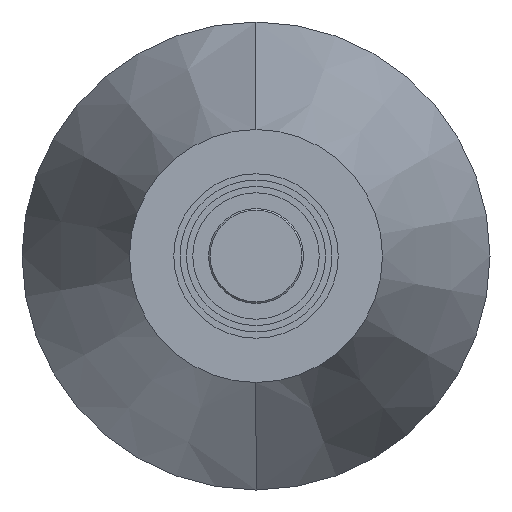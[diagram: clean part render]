
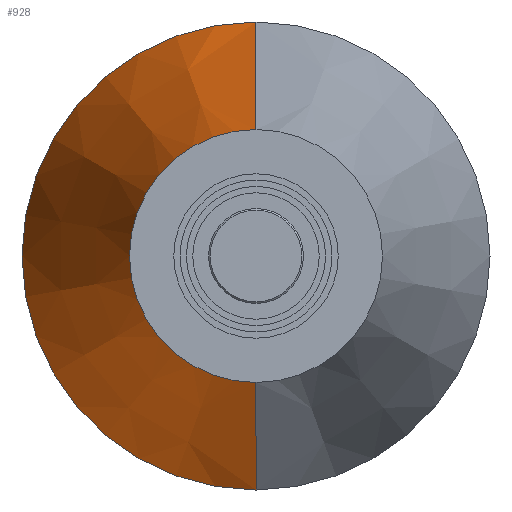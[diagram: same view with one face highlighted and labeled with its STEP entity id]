
A CAD part, left-side view. The second image highlights one B-rep face of the part: STEP entity #928.
In plain terms, the highlighted conical face has half-angle 16.851 degrees and reference radius 74 mm.
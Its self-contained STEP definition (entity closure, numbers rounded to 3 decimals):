
#29 = CONICAL_SURFACE ( 'NONE', #607, 74., 0.294 ) ;
#30 = CARTESIAN_POINT ( 'NONE',  ( 269.83, 0., 0. ) ) ;
#102 = DIRECTION ( 'NONE',  ( 1., 0., 0. ) ) ;
#138 = DIRECTION ( 'NONE',  ( -1., 0., 0. ) ) ;
#141 = ORIENTED_EDGE ( 'NONE', *, *, #221, .T. ) ;
#173 = CARTESIAN_POINT ( 'NONE',  ( 157.58, 0., 40. ) ) ;
#219 = VERTEX_POINT ( 'NONE', #991 ) ;
#221 = EDGE_CURVE ( 'NONE', #449, #605, #506, .T. ) ;
#224 = VECTOR ( 'NONE', #805, 1000. ) ;
#248 = ORIENTED_EDGE ( 'NONE', *, *, #786, .F. ) ;
#301 = ORIENTED_EDGE ( 'NONE', *, *, #799, .F. ) ;
#328 = CARTESIAN_POINT ( 'NONE',  ( 269.83, 0., -74. ) ) ;
#375 = VERTEX_POINT ( 'NONE', #173 ) ;
#408 = LINE ( 'NONE', #328, #224 ) ;
#412 = CARTESIAN_POINT ( 'NONE',  ( 157.58, 0., 0. ) ) ;
#443 = ORIENTED_EDGE ( 'NONE', *, *, #685, .T. ) ;
#449 = VERTEX_POINT ( 'NONE', #582 ) ;
#504 = DIRECTION ( 'NONE',  ( 0., 0., -1. ) ) ;
#506 = CIRCLE ( 'NONE', #759, 74. ) ;
#576 = FACE_OUTER_BOUND ( 'NONE', #765, .T. ) ;
#578 = DIRECTION ( 'NONE',  ( 0., 0., 1. ) ) ;
#582 = CARTESIAN_POINT ( 'NONE',  ( 269.83, 0., 74. ) ) ;
#605 = VERTEX_POINT ( 'NONE', #866 ) ;
#607 = AXIS2_PLACEMENT_3D ( 'NONE', #30, #102, #504 ) ;
#639 = LINE ( 'NONE', #944, #901 ) ;
#659 = DIRECTION ( 'NONE',  ( -1., 0., 0. ) ) ;
#676 = DIRECTION ( 'NONE',  ( 0., 0., 1. ) ) ;
#680 = CARTESIAN_POINT ( 'NONE',  ( 269.83, 0., 0. ) ) ;
#685 = EDGE_CURVE ( 'NONE', #375, #449, #639, .T. ) ;
#704 = DIRECTION ( 'NONE',  ( 0.957, 0., 0.29 ) ) ;
#759 = AXIS2_PLACEMENT_3D ( 'NONE', #680, #138, #676 ) ;
#765 = EDGE_LOOP ( 'NONE', ( #301, #443, #141, #248 ) ) ;
#786 = EDGE_CURVE ( 'NONE', #219, #605, #408, .T. ) ;
#799 = EDGE_CURVE ( 'NONE', #375, #219, #929, .T. ) ;
#802 = AXIS2_PLACEMENT_3D ( 'NONE', #412, #659, #578 ) ;
#805 = DIRECTION ( 'NONE',  ( 0.957, 0., -0.29 ) ) ;
#866 = CARTESIAN_POINT ( 'NONE',  ( 269.83, 0., -74. ) ) ;
#901 = VECTOR ( 'NONE', #704, 1000. ) ;
#928 = ADVANCED_FACE ( 'NONE', ( #576 ), #29, .T. ) ;
#929 = CIRCLE ( 'NONE', #802, 40. ) ;
#944 = CARTESIAN_POINT ( 'NONE',  ( 269.83, 0., 74. ) ) ;
#991 = CARTESIAN_POINT ( 'NONE',  ( 157.58, 0., -40. ) ) ;
